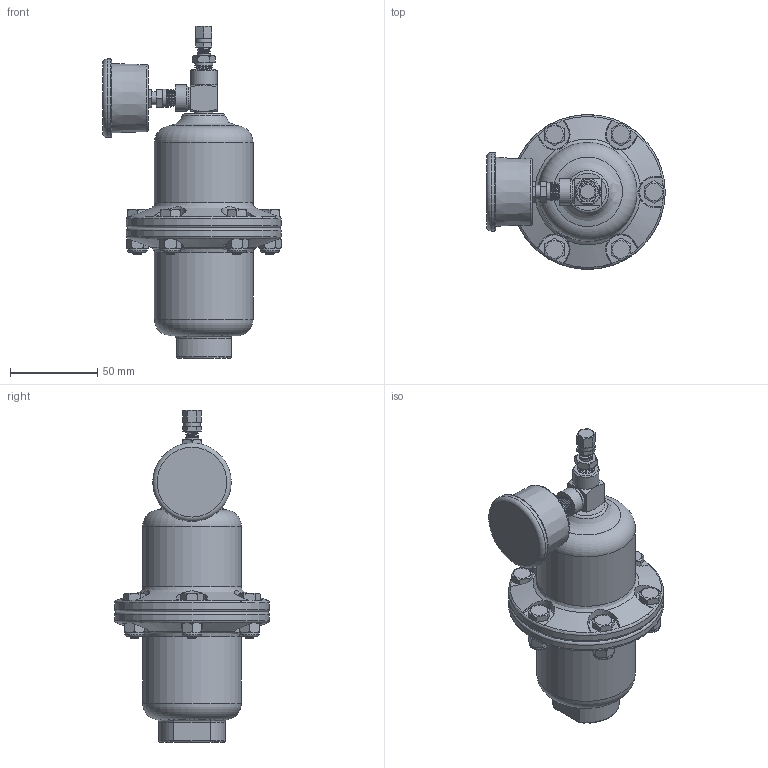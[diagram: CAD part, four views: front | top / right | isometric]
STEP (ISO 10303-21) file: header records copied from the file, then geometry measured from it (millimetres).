
FILE_DESCRIPTION((''),'2;1');
FILE_NAME('API-ALLOY_R0.ipt.stp','2017-07-10T09:51:37',(''),(''),'Autodesk Inventor 2009','Autodesk Inventor 2009','');
FILE_SCHEMA(('AUTOMOTIVE_DESIGN { 1 0 10303 214 1 1 1 1 }'));
Length unit declared in the file: inch
Products named in the file (1): API-ALLOY_R0
Bounding box: 102.6 x 88.9 x 190.7 mm (x, y, z)
Volume: 201742.7 mm3; surface area: 71777.3 mm2
Topology: 1 solids, 1 shells, 644 faces, 1605 edges, 990 vertices
Faces by surface type: plane 231, bspline 193, cone 125, cylinder 72, torus 23
Full cylindrical faces by diameter (mm): 7.62 x2, 9.349 x1, 10.287 x3, 11.176 x6, 12.7 x1, 15.24 x2, 45.085 x1, 50.292 x2, 56.642 x2, 61.214 x2, 88.9 x2
Entity records: 26884 total; most frequent: CARTESIAN_POINT 13425, ORIENTED_EDGE 2824, DIRECTION 2232, EDGE_CURVE 1412, VERTEX_POINT 956, AXIS2_PLACEMENT_3D 891, EDGE_LOOP 830, FACE_OUTER_BOUND 644
